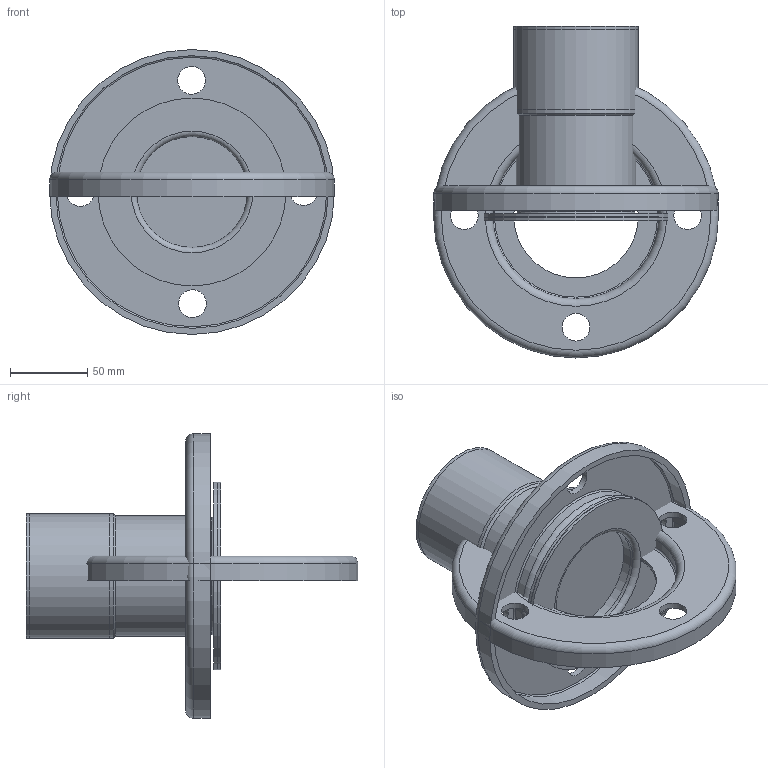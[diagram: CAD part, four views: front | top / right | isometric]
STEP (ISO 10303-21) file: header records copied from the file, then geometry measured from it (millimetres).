
FILE_DESCRIPTION( ( 'Unknown' ), '1' );
FILE_NAME( 'F28DN76,1.stp', 'Unknown', ( 'Unknown' ), ( 'Unknown' ), 'PSStep 14.0', 'Unknown', ' ' );
FILE_SCHEMA( ( 'AUTOMOTIVE_DESIGN { 1 0 10303 214 1 1 1 1 }' ) );
Length unit declared in the file: millimetre
Products named in the file (3): Assem1; BRIDAloca76,1gen; balona76,1BRIDLOCAgen
Bounding box: 185 x 215.5 x 185 mm (x, y, z)
Volume: 902692.2 mm3; surface area: 269630.8 mm2
Topology: 4 solids, 4 shells, 72 faces, 144 edges, 94 vertices
Faces by surface type: cylinder 30, plane 22, torus 18, cone 2
Full cylindrical faces by diameter (mm): 18 x8, 72 x2, 76 x4, 78 x2, 81 x4, 108 x2, 116 x2, 122 x2, 177 x2, 185 x2
Entity records: 1104 total; most frequent: DIRECTION 156, CARTESIAN_POINT 117, AXIS2_PLACEMENT_3D 78, EDGE_LOOP 78, ORIENTED_EDGE 78, FACE_OUTER_BOUND 60, EDGE_CURVE 39, VERTEX_POINT 39
